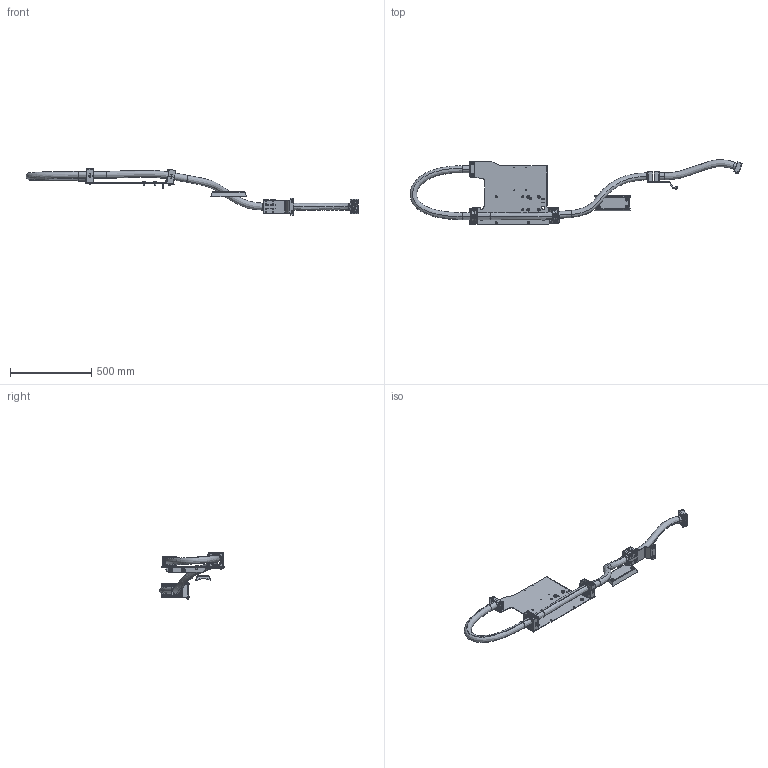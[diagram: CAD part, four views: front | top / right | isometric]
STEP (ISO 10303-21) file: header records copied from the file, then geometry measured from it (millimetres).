
FILE_DESCRIPTION (( 'STEP AP203' ), '1' );
FILE_NAME ('P2433.STEP', '2019-07-12T13:31:20', ( 'admin' ), ( '' ), 'SwSTEP 2.0', 'SolidWorks 2017', '' );
FILE_SCHEMA (( 'CONFIG_CONTROL_DESIGN' ));
Products named in the file (1): P2433
Bounding box: 2047.27 x 398.74 x 284 mm (x, y, z)
Volume: 2194540.4 mm3; surface area: 1385259.9 mm2
Topology: 41 solids, 41 shells, 3061 faces, 7821 edges, 4806 vertices
Faces by surface type: cylinder 1170, plane 1075, bspline 472, torus 132, cone 124, sphere 88
Entity records: 160299 total; most frequent: CARTESIAN_POINT 88537, ORIENTED_EDGE 15354, DIRECTION 14637, EDGE_CURVE 7677, AXIS2_PLACEMENT_3D 5484, VERTEX_POINT 4806, LINE 3669, VECTOR 3669
